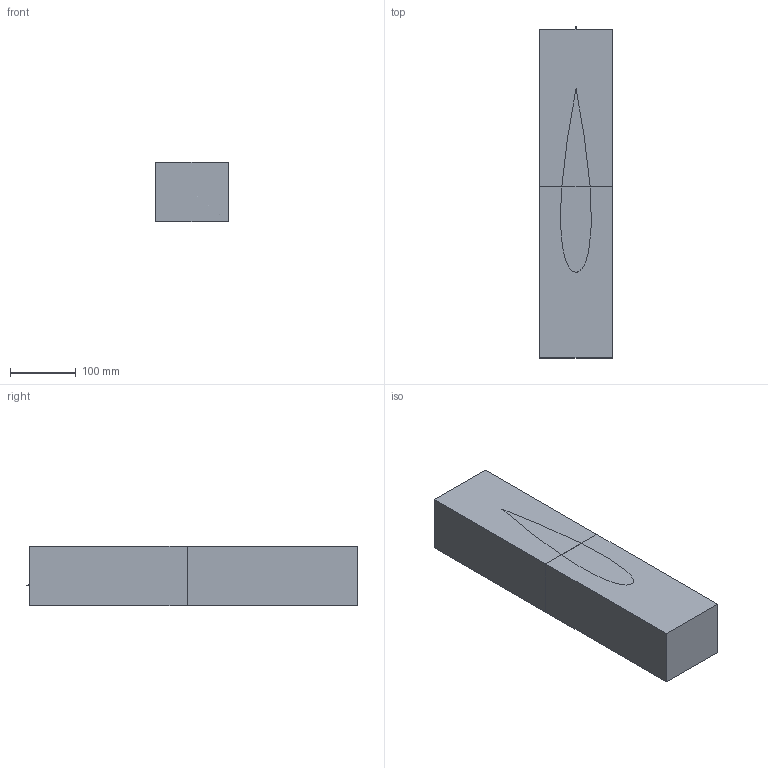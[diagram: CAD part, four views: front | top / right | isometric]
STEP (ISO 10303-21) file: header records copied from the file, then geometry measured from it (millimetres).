
FILE_DESCRIPTION(/* description */ (''),/* implementation_level */ '2;1');
FILE_NAME(/* name */ 'learMountF v3.step',/* time_stamp */ '2024-06-19T00:30:16+09:00',/* author */ (''),/* organization */ (''),/* preprocessor_version */ 'ST-DEVELOPER v20',/* originating_system */ 'Autodesk Translation Framework v13.14.0.145',/* authorisation */ '');
FILE_SCHEMA (('AUTOMOTIVE_DESIGN { 1 0 10303 214 3 1 1 }'));
Length unit declared in the file: millimetre
Products named in the file (1): learMountF
Bounding box: 110 x 505.04 x 90 mm (x, y, z)
Surface area: 370434.8 mm2
Topology: 4 solids, 4 shells, 25 faces, 51 edges, 34 vertices
Faces by surface type: plane 20, bspline 3, cylinder 2
Entity records: 5856 total; most frequent: CARTESIAN_POINT 5329, ORIENTED_EDGE 102, DIRECTION 84, EDGE_CURVE 51, LINE 34, VECTOR 34, VERTEX_POINT 34, FACE_OUTER_BOUND 25
